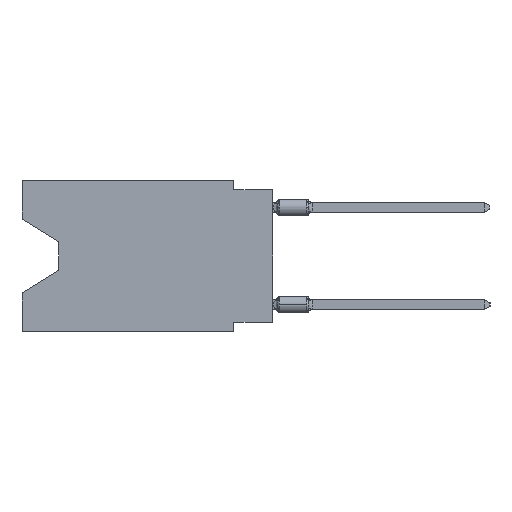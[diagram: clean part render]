
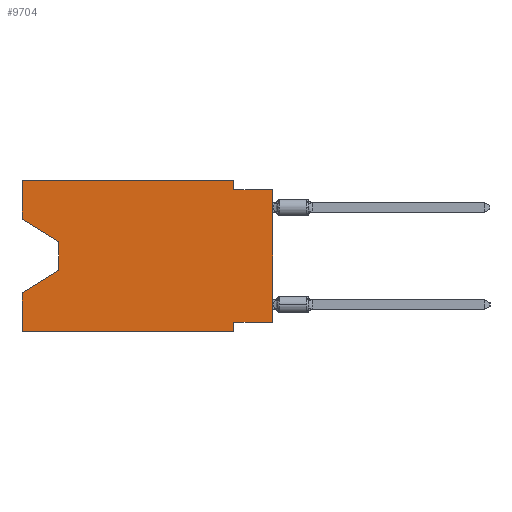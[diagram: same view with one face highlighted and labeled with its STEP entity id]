
A CAD part, left-side view. The second image highlights one B-rep face of the part: STEP entity #9704.
In plain terms, the highlighted planar face has unit normal (-1, 0, 0).
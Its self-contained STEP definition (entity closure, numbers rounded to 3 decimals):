
#687 = CARTESIAN_POINT ( 'NONE',  ( 0., 13.97, -4.013 ) ) ;
#938 = ORIENTED_EDGE ( 'NONE', *, *, #29413, .T. ) ;
#1145 = VECTOR ( 'NONE', #3667, 1000. ) ;
#1858 = EDGE_CURVE ( 'NONE', #31043, #22333, #7928, .T. ) ;
#2154 = EDGE_CURVE ( 'NONE', #24426, #13619, #18828, .T. ) ;
#2247 = VECTOR ( 'NONE', #28635, 1000. ) ;
#2259 = DIRECTION ( 'NONE',  ( 1., 0., 0. ) ) ;
#2963 = VECTOR ( 'NONE', #14244, 1000. ) ;
#3193 = VERTEX_POINT ( 'NONE', #3409 ) ;
#3325 = LINE ( 'NONE', #11468, #14924 ) ;
#3409 = CARTESIAN_POINT ( 'NONE',  ( 0., 2.54, -9.906 ) ) ;
#3473 = ORIENTED_EDGE ( 'NONE', *, *, #29715, .F. ) ;
#3483 = DIRECTION ( 'NONE',  ( 0., 0., 1. ) ) ;
#3556 = VECTOR ( 'NONE', #25169, 1000. ) ;
#3667 = DIRECTION ( 'NONE',  ( 0., 1., 0. ) ) ;
#3686 = LINE ( 'NONE', #10775, #7936 ) ;
#3844 = DIRECTION ( 'NONE',  ( 0., -1., 0. ) ) ;
#4093 = EDGE_CURVE ( 'NONE', #19418, #19625, #21134, .T. ) ;
#4241 = CARTESIAN_POINT ( 'NONE',  ( 0., 16.383, 0. ) ) ;
#4616 = FACE_OUTER_BOUND ( 'NONE', #17776, .T. ) ;
#5222 = ORIENTED_EDGE ( 'NONE', *, *, #15348, .F. ) ;
#5788 = LINE ( 'NONE', #15416, #21371 ) ;
#6406 = CARTESIAN_POINT ( 'NONE',  ( 0., 16.383, -9.906 ) ) ;
#7808 = ORIENTED_EDGE ( 'NONE', *, *, #2154, .F. ) ;
#7928 = LINE ( 'NONE', #687, #14547 ) ;
#7936 = VECTOR ( 'NONE', #3844, 1000. ) ;
#8041 = AXIS2_PLACEMENT_3D ( 'NONE', #14245, #2259, #11860 ) ;
#8952 = EDGE_CURVE ( 'NONE', #19418, #31043, #15517, .T. ) ;
#9343 = LINE ( 'NONE', #21361, #10133 ) ;
#9704 = ADVANCED_FACE ( 'NONE', ( #4616 ), #28615, .F. ) ;
#10074 = VERTEX_POINT ( 'NONE', #30906 ) ;
#10133 = VECTOR ( 'NONE', #30990, 1000. ) ;
#10330 = CARTESIAN_POINT ( 'NONE',  ( 0., 0., -0.635 ) ) ;
#10775 = CARTESIAN_POINT ( 'NONE',  ( 0., 0., -0.635 ) ) ;
#10979 = ORIENTED_EDGE ( 'NONE', *, *, #20410, .F. ) ;
#11468 = CARTESIAN_POINT ( 'NONE',  ( 0., 16.383, 0. ) ) ;
#11484 = DIRECTION ( 'NONE',  ( 0., 0., 1. ) ) ;
#11619 = LINE ( 'NONE', #11765, #28002 ) ;
#11765 = CARTESIAN_POINT ( 'NONE',  ( 0., 16.383, -9.906 ) ) ;
#11860 = DIRECTION ( 'NONE',  ( 0., 0., -1. ) ) ;
#11992 = ORIENTED_EDGE ( 'NONE', *, *, #4093, .F. ) ;
#12074 = LINE ( 'NONE', #12225, #14573 ) ;
#12225 = CARTESIAN_POINT ( 'NONE',  ( 0., 0., 0. ) ) ;
#13599 = CARTESIAN_POINT ( 'NONE',  ( 0., 13.97, -5.893 ) ) ;
#13619 = VERTEX_POINT ( 'NONE', #24803 ) ;
#14244 = DIRECTION ( 'NONE',  ( 0., 0., -1. ) ) ;
#14245 = CARTESIAN_POINT ( 'NONE',  ( 0., 16.383, 0. ) ) ;
#14358 = EDGE_CURVE ( 'NONE', #25124, #3193, #11619, .T. ) ;
#14547 = VECTOR ( 'NONE', #19640, 1000. ) ;
#14573 = VECTOR ( 'NONE', #31033, 1000. ) ;
#14678 = CARTESIAN_POINT ( 'NONE',  ( 0., 16.383, -2.546 ) ) ;
#14711 = CARTESIAN_POINT ( 'NONE',  ( 0., 0., -9.271 ) ) ;
#14924 = VECTOR ( 'NONE', #3483, 1000. ) ;
#15041 = LINE ( 'NONE', #18041, #1145 ) ;
#15197 = ORIENTED_EDGE ( 'NONE', *, *, #1858, .T. ) ;
#15257 = ORIENTED_EDGE ( 'NONE', *, *, #22936, .T. ) ;
#15294 = VERTEX_POINT ( 'NONE', #14711 ) ;
#15348 = EDGE_CURVE ( 'NONE', #25124, #10074, #3325, .T. ) ;
#15416 = CARTESIAN_POINT ( 'NONE',  ( 0., 16.383, 0. ) ) ;
#15517 = LINE ( 'NONE', #17584, #3556 ) ;
#16330 = CARTESIAN_POINT ( 'NONE',  ( 0., 13.97, -5.893 ) ) ;
#16567 = ORIENTED_EDGE ( 'NONE', *, *, #14358, .T. ) ;
#17584 = CARTESIAN_POINT ( 'NONE',  ( 0., 16.383, -2.546 ) ) ;
#17645 = DIRECTION ( 'NONE',  ( 0., -1., 0. ) ) ;
#17776 = EDGE_LOOP ( 'NONE', ( #26339, #15197, #938, #5222, #16567, #23228, #3473, #15257, #10979, #7808, #24080, #11992 ) ) ;
#18041 = CARTESIAN_POINT ( 'NONE',  ( 0., 0., -9.271 ) ) ;
#18718 = VERTEX_POINT ( 'NONE', #10330 ) ;
#18828 = LINE ( 'NONE', #18988, #2963 ) ;
#18988 = CARTESIAN_POINT ( 'NONE',  ( 0., 2.54, 0. ) ) ;
#19418 = VERTEX_POINT ( 'NONE', #14678 ) ;
#19625 = VERTEX_POINT ( 'NONE', #24623 ) ;
#19640 = DIRECTION ( 'NONE',  ( 0., 0., -1. ) ) ;
#19958 = CARTESIAN_POINT ( 'NONE',  ( 0., 2.54, -9.271 ) ) ;
#20410 = EDGE_CURVE ( 'NONE', #13619, #18718, #3686, .T. ) ;
#21134 = LINE ( 'NONE', #4241, #28583 ) ;
#21344 = CARTESIAN_POINT ( 'NONE',  ( 0., 13.97, -4.013 ) ) ;
#21361 = CARTESIAN_POINT ( 'NONE',  ( 0., 2.54, -9.906 ) ) ;
#21371 = VECTOR ( 'NONE', #17645, 1000. ) ;
#21377 = LINE ( 'NONE', #16330, #2247 ) ;
#21421 = DIRECTION ( 'NONE',  ( 0., -1., 0. ) ) ;
#22333 = VERTEX_POINT ( 'NONE', #13599 ) ;
#22936 = EDGE_CURVE ( 'NONE', #15294, #18718, #12074, .T. ) ;
#23228 = ORIENTED_EDGE ( 'NONE', *, *, #25648, .F. ) ;
#24080 = ORIENTED_EDGE ( 'NONE', *, *, #28829, .F. ) ;
#24426 = VERTEX_POINT ( 'NONE', #25375 ) ;
#24623 = CARTESIAN_POINT ( 'NONE',  ( 0., 16.383, 0. ) ) ;
#24803 = CARTESIAN_POINT ( 'NONE',  ( 0., 2.54, -0.635 ) ) ;
#25124 = VERTEX_POINT ( 'NONE', #6406 ) ;
#25169 = DIRECTION ( 'NONE',  ( 0., -0.855, -0.519 ) ) ;
#25375 = CARTESIAN_POINT ( 'NONE',  ( 0., 2.54, 0. ) ) ;
#25400 = VERTEX_POINT ( 'NONE', #19958 ) ;
#25648 = EDGE_CURVE ( 'NONE', #25400, #3193, #9343, .T. ) ;
#26339 = ORIENTED_EDGE ( 'NONE', *, *, #8952, .T. ) ;
#28002 = VECTOR ( 'NONE', #21421, 1000. ) ;
#28583 = VECTOR ( 'NONE', #11484, 1000. ) ;
#28615 = PLANE ( 'NONE',  #8041 ) ;
#28635 = DIRECTION ( 'NONE',  ( 0., 0.855, -0.519 ) ) ;
#28829 = EDGE_CURVE ( 'NONE', #19625, #24426, #5788, .T. ) ;
#29413 = EDGE_CURVE ( 'NONE', #22333, #10074, #21377, .T. ) ;
#29715 = EDGE_CURVE ( 'NONE', #15294, #25400, #15041, .T. ) ;
#30906 = CARTESIAN_POINT ( 'NONE',  ( 0., 16.383, -7.36 ) ) ;
#30990 = DIRECTION ( 'NONE',  ( 0., 0., -1. ) ) ;
#31033 = DIRECTION ( 'NONE',  ( 0., 0., 1. ) ) ;
#31043 = VERTEX_POINT ( 'NONE', #21344 ) ;
